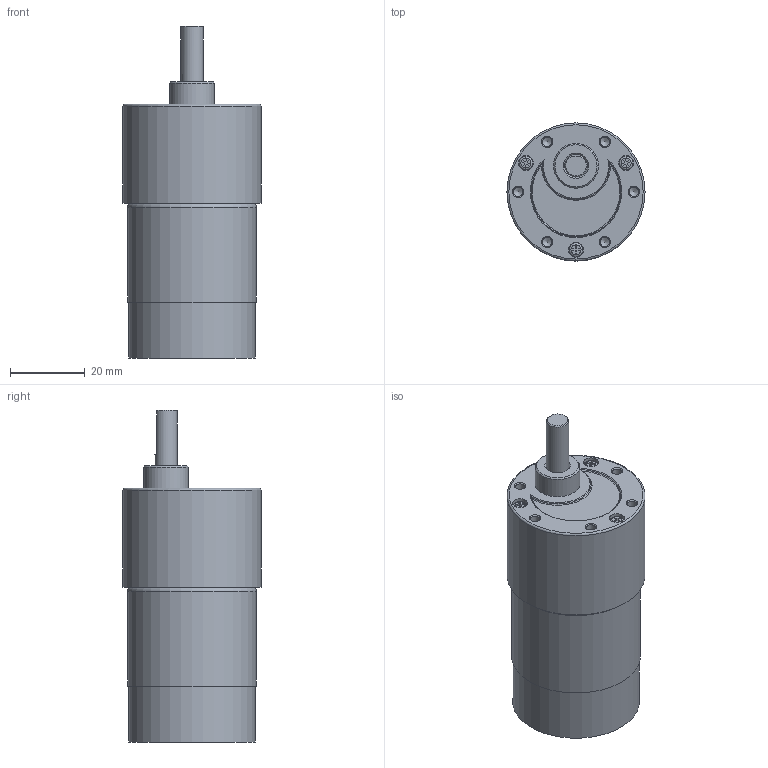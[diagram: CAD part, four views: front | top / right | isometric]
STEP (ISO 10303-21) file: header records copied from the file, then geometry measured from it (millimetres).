
FILE_DESCRIPTION(/* description */ ('Unknown'),/* implementation_level */ '2;1');
FILE_NAME(/* name */ 'BDSG-37-40-R150_motor',/* time_stamp */ '2022-11-01T17:00:51+02:00',/* author */ ('Unknown'),/* organization */ ('Unknown'),/* preprocessor_version */ 'ST-DEVELOPER v16.7',/* originating_system */ 'DEX',/* authorisation */ $);
FILE_SCHEMA (('AUTOMOTIVE_DESIGN {1 0 10303 214 3 1 1}'));
Length unit declared in the file: millimetre
Products named in the file (1): BDSG-37-40-R150_motor
Bounding box: 37 x 37 x 89 mm (x, y, z)
Volume: 67632.7 mm3; surface area: 11181.7 mm2
Topology: 1 solids, 1 shells, 99 faces, 224 edges, 143 vertices
Faces by surface type: plane 56, cylinder 19, cone 15, torus 9
Full cylindrical faces by diameter (mm): 2.5 x6, 3.7 x3, 4 x3, 6 x1, 6.1 x1, 12 x1, 30 x1, 34 x1, 34.5 x1, 37 x1
Entity records: 3234 total; most frequent: CARTESIAN_POINT 443, DIRECTION 430, ORIENTED_EDGE 354, EDGE_CURVE 177, FACE_BOUND 159, AXIS2_PLACEMENT_3D 159, EDGE_LOOP 153, VERTEX_POINT 140
